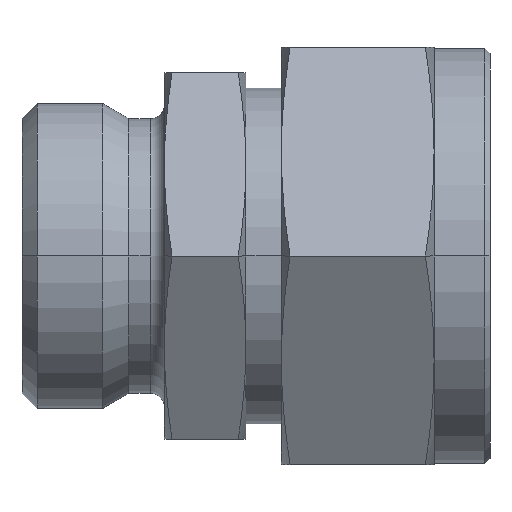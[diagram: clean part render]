
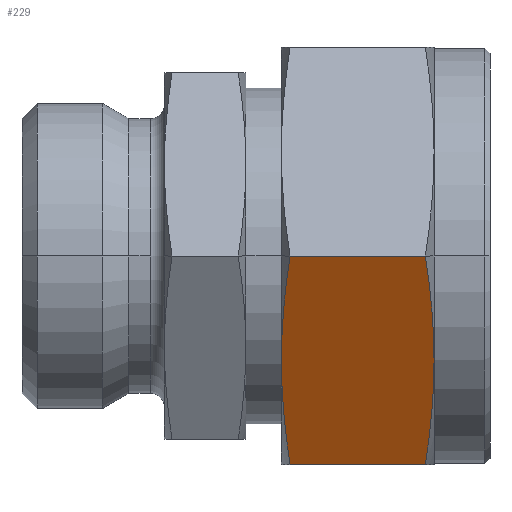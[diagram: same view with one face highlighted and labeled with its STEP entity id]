
A CAD part, front view. The second image highlights one B-rep face of the part: STEP entity #229.
In plain terms, the highlighted planar face has unit normal (0, -0.866, -0.5).
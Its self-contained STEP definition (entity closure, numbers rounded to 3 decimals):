
#229 = ADVANCED_FACE( '', ( #564 ), #565, .F. );
#564 = FACE_OUTER_BOUND( '', #926, .T. );
#565 = PLANE( '', #927 );
#926 = EDGE_LOOP( '', ( #2130, #2131, #2132, #2133, #2134, #2135 ) );
#927 = AXIS2_PLACEMENT_3D( '', #2136, #2137, #2138 );
#2130 = ORIENTED_EDGE( '', *, *, #2686, .F. );
#2131 = ORIENTED_EDGE( '', *, *, #2331, .F. );
#2132 = ORIENTED_EDGE( '', *, *, #2690, .F. );
#2133 = ORIENTED_EDGE( '', *, *, #2338, .F. );
#2134 = ORIENTED_EDGE( '', *, *, #2676, .F. );
#2135 = ORIENTED_EDGE( '', *, *, #2691, .T. );
#2136 = CARTESIAN_POINT( '', ( 7.5, -23.671, 0. ) );
#2137 = DIRECTION( '', ( 0., 0.866, 0.5 ) );
#2138 = DIRECTION( '', ( 0., -0.5, 0.866 ) );
#2331 = EDGE_CURVE( '', #2796, #2799, #2800, .T. );
#2338 = EDGE_CURVE( '', #2811, #2809, #2813, .T. );
#2676 = EDGE_CURVE( '', #3365, #2811, #3366, .T. );
#2686 = EDGE_CURVE( '', #2799, #3378, #3380, .T. );
#2690 = EDGE_CURVE( '', #2809, #2796, #3385, .T. );
#2691 = EDGE_CURVE( '', #3365, #3378, #3386, .T. );
#2796 = VERTEX_POINT( '', #3474 );
#2799 = VERTEX_POINT( '', #3478 );
#2800 = ( B_SPLINE_CURVE( 2, ( #3480, #3481, #3482 ), .UNSPECIFIED., .F., .F. )B_SPLINE_CURVE_WITH_KNOTS( ( 3, 3 ), ( 1.585, 13.652 ), .UNSPECIFIED. )RATIONAL_B_SPLINE_CURVE( ( 1.01, 1.043, 1. ) )BOUNDED_CURVE(  )REPRESENTATION_ITEM( '' )GEOMETRIC_REPRESENTATION_ITEM(  )CURVE(  ) );
#2809 = VERTEX_POINT( '', #3507 );
#2811 = VERTEX_POINT( '', #3510 );
#2813 = ( B_SPLINE_CURVE( 2, ( #3513, #3514, #3515 ), .UNSPECIFIED., .F., .F. )B_SPLINE_CURVE_WITH_KNOTS( ( 3, 3 ), ( 13.652, 25.719 ), .UNSPECIFIED. )RATIONAL_B_SPLINE_CURVE( ( 1., 1.043, 1.01 ) )BOUNDED_CURVE(  )REPRESENTATION_ITEM( '' )GEOMETRIC_REPRESENTATION_ITEM(  )CURVE(  ) );
#3365 = VERTEX_POINT( '', #4557 );
#3366 = ( B_SPLINE_CURVE( 2, ( #4559, #4560, #4561 ), .UNSPECIFIED., .F., .F. )B_SPLINE_CURVE_WITH_KNOTS( ( 3, 3 ), ( 1.585, 13.652 ), .UNSPECIFIED. )RATIONAL_B_SPLINE_CURVE( ( 1.01, 1.043, 1. ) )BOUNDED_CURVE(  )REPRESENTATION_ITEM( '' )GEOMETRIC_REPRESENTATION_ITEM(  )CURVE(  ) );
#3378 = VERTEX_POINT( '', #4651 );
#3380 = ( B_SPLINE_CURVE( 2, ( #4663, #4664, #4665 ), .UNSPECIFIED., .F., .F. )B_SPLINE_CURVE_WITH_KNOTS( ( 3, 3 ), ( 13.652, 25.719 ), .UNSPECIFIED. )RATIONAL_B_SPLINE_CURVE( ( 1., 1.043, 1.01 ) )BOUNDED_CURVE(  )REPRESENTATION_ITEM( '' )GEOMETRIC_REPRESENTATION_ITEM(  )CURVE(  ) );
#3385 = LINE( '', #4703, #4704 );
#3386 = LINE( '', #4705, #4706 );
#3474 = CARTESIAN_POINT( '', ( 21.65, -23.671, 0. ) );
#3478 = CARTESIAN_POINT( '', ( 22.5, -17.754, -10.25 ) );
#3480 = CARTESIAN_POINT( '', ( 21.65, -23.671, 0. ) );
#3481 = CARTESIAN_POINT( '', ( 22.5, -20.5, -5.493 ) );
#3482 = CARTESIAN_POINT( '', ( 22.5, -17.754, -10.25 ) );
#3507 = CARTESIAN_POINT( '', ( 8.35, -23.671, 0. ) );
#3510 = CARTESIAN_POINT( '', ( 7.5, -17.754, -10.25 ) );
#3513 = CARTESIAN_POINT( '', ( 7.5, -17.754, -10.25 ) );
#3514 = CARTESIAN_POINT( '', ( 7.5, -20.5, -5.493 ) );
#3515 = CARTESIAN_POINT( '', ( 8.35, -23.671, 0. ) );
#4557 = CARTESIAN_POINT( '', ( 8.35, -11.836, -20.5 ) );
#4559 = CARTESIAN_POINT( '', ( 8.35, -11.836, -20.5 ) );
#4560 = CARTESIAN_POINT( '', ( 7.5, -15.007, -15.007 ) );
#4561 = CARTESIAN_POINT( '', ( 7.5, -17.754, -10.25 ) );
#4651 = CARTESIAN_POINT( '', ( 21.65, -11.836, -20.5 ) );
#4663 = CARTESIAN_POINT( '', ( 22.5, -17.754, -10.25 ) );
#4664 = CARTESIAN_POINT( '', ( 22.5, -15.007, -15.007 ) );
#4665 = CARTESIAN_POINT( '', ( 21.65, -11.836, -20.5 ) );
#4703 = CARTESIAN_POINT( '', ( 7.5, -23.671, 0. ) );
#4704 = VECTOR( '', #5330, 1. );
#4705 = CARTESIAN_POINT( '', ( 7.5, -11.836, -20.5 ) );
#4706 = VECTOR( '', #5331, 1. );
#5330 = DIRECTION( '', ( 1., 0., 0. ) );
#5331 = DIRECTION( '', ( 1., 0., 0. ) );
